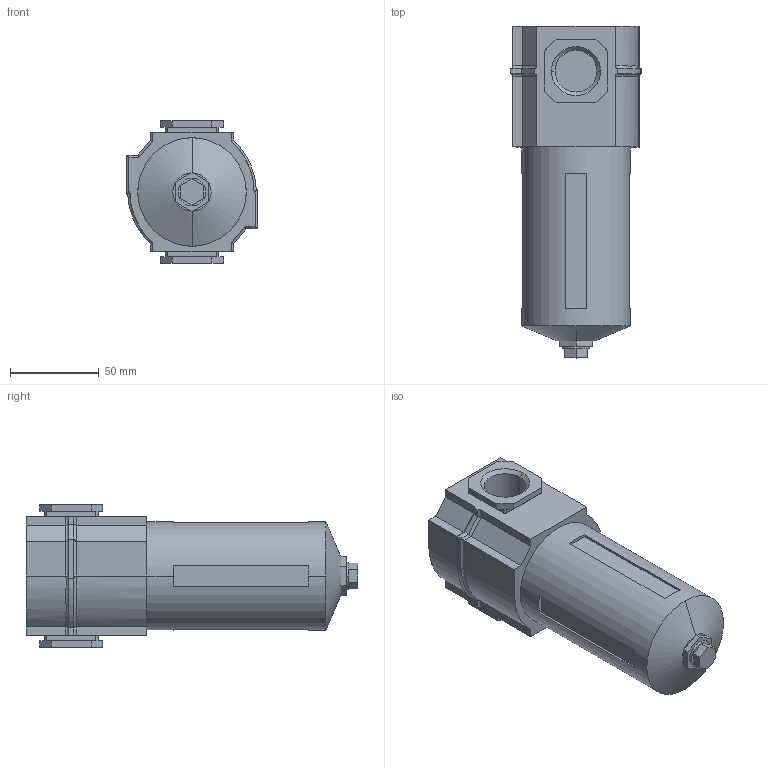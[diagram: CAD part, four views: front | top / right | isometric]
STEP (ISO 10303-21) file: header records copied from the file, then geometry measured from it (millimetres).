
FILE_DESCRIPTION (( 'STEP AP214' ), '1' );
FILE_NAME ('Norgren-F74G-6AN-AP1.step', '2019-03-03T02:05:48', ( '' ), ( '' ), 'SwSTEP 2.0', 'SolidWorks 2019', '' );
FILE_SCHEMA (( 'AUTOMOTIVE_DESIGN' ));
Length unit declared in the file: millimetre
Products named in the file (4): Norgren-F74G-6AN-AP1_F74_ss_05; Norgren-F74G-6AN-AP1; Norgren-F74G-6AN-AP1_F74_ss_47_3-4; Norgren-F74G-6AN-AP1_F74_ss_32_GA
Assembly tree (3 placements, depth 2):
  Norgren-F74G-6AN-AP1
    Norgren-F74G-6AN-AP1_F74_ss_47_3-4
    Norgren-F74G-6AN-AP1_F74_ss_32_GA
    Norgren-F74G-6AN-AP1_F74_ss_05
Bounding box: 73.5 x 186.7 x 80 mm (x, y, z)
Volume: 330464.6 mm3; surface area: 82318.1 mm2
Topology: 3 solids, 3 shells, 171 faces, 432 edges, 276 vertices
Faces by surface type: plane 115, cylinder 26, bspline 26, cone 4
Entity records: 6939 total; most frequent: CARTESIAN_POINT 1767, ORIENTED_EDGE 864, DIRECTION 734, EDGE_CURVE 432, LINE 312, VECTOR 312, VERTEX_POINT 276, AXIS2_PLACEMENT_3D 211
